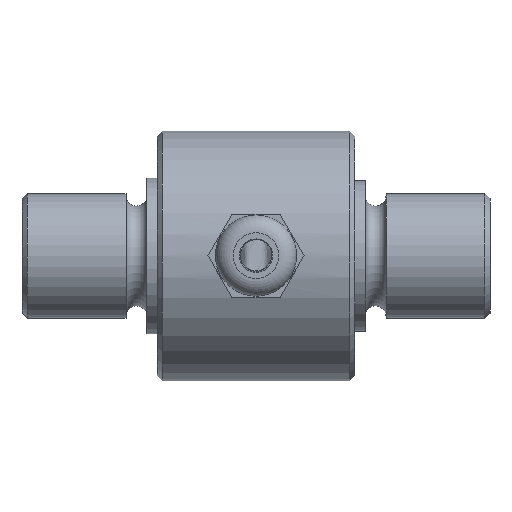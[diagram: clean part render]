
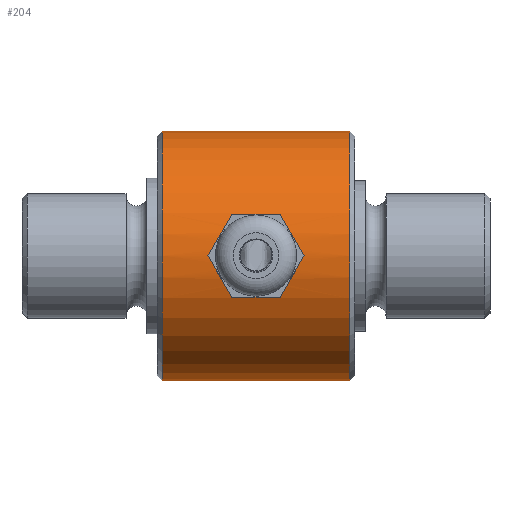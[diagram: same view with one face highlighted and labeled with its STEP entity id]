
A CAD part, top view. The second image highlights one B-rep face of the part: STEP entity #204.
In plain terms, the highlighted cylindrical face has radius 12 mm (diameter 24 mm), a full revolution.
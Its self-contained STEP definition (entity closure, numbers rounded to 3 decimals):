
#204 = ADVANCED_FACE( '', ( #382, #383, #384 ), #385, .T. );
#382 = FACE_OUTER_BOUND( '', #590, .T. );
#383 = FACE_OUTER_BOUND( '', #591, .T. );
#384 = FACE_BOUND( '', #592, .T. );
#385 = CYLINDRICAL_SURFACE( '', #593, 12. );
#590 = EDGE_LOOP( '', ( #834 ) );
#591 = EDGE_LOOP( '', ( #835 ) );
#592 = EDGE_LOOP( '', ( #836 ) );
#593 = AXIS2_PLACEMENT_3D( '', #837, #838, #839 );
#834 = ORIENTED_EDGE( '', *, *, #1134, .T. );
#835 = ORIENTED_EDGE( '', *, *, #1141, .T. );
#836 = ORIENTED_EDGE( '', *, *, #1142, .F. );
#837 = CARTESIAN_POINT( '', ( 9.5, 0., 0. ) );
#838 = DIRECTION( '', ( 1., 0., 0. ) );
#839 = DIRECTION( '', ( 0., 0., 1. ) );
#1134 = EDGE_CURVE( '', #1284, #1284, #1285, .T. );
#1141 = EDGE_CURVE( '', #1294, #1294, #1295, .F. );
#1142 = EDGE_CURVE( '', #1296, #1296, #1297, .F. );
#1284 = VERTEX_POINT( '', #1547 );
#1285 = CIRCLE( '', #1548, 12. );
#1294 = VERTEX_POINT( '', #1559 );
#1295 = CIRCLE( '', #1560, 12. );
#1296 = VERTEX_POINT( '', #1561 );
#1297 = B_SPLINE_CURVE_WITH_KNOTS( '', 3, ( #1562, #1563, #1564, #1565, #1566, #1567, #1568, #1569, #1570, #1571, #1572, #1573, #1574, #1575, #1576, #1577, #1578, #1579, #1580, #1581, #1582, #1583, #1584, #1585, #1586, #1587, #1588, #1589, #1590, #1591, #1592, #1593, #1594, #1595, #1596, #1597, #1598, #1599, #1600, #1601, #1602, #1603, #1604, #1605, #1606, #1607, #1608, #1609, #1610, #1611, #1612, #1613, #1614, #1615, #1616, #1617, #1618, #1619 ), .UNSPECIFIED., .T., .F., ( 2, 2, 2, 2, 2, 2, 2, 2, 2, 2, 2, 2, 2, 2, 2, 2, 2, 2, 2, 2, 2, 2, 2, 2, 2, 2, 2, 2, 2, 2, 2 ), ( 0., 0., 0., 0.001, 0.001, 0.002, 0.003, 0.003, 0.004, 0.004, 0.005, 0.005, 0.006, 0.006, 0.007, 0.007, 0.008, 0.009, 0.009, 0.01, 0.01, 0.011, 0.012, 0.012, 0.013, 0.013, 0.013, 0.014, 0.015, 0.015, 0.016 ), .UNSPECIFIED. );
#1547 = CARTESIAN_POINT( '', ( 9., 0., 12. ) );
#1548 = AXIS2_PLACEMENT_3D( '', #1851, #1852, #1853 );
#1559 = CARTESIAN_POINT( '', ( -9., 0., 12. ) );
#1560 = AXIS2_PLACEMENT_3D( '', #1859, #1860, #1861 );
#1561 = CARTESIAN_POINT( '', ( 2.459, 0., 12. ) );
#1562 = CARTESIAN_POINT( '', ( 2.459, 0.163, 12. ) );
#1563 = CARTESIAN_POINT( '', ( 2.459, -0.163, 12. ) );
#1564 = CARTESIAN_POINT( '', ( 2.442, -0.323, 11.997 ) );
#1565 = CARTESIAN_POINT( '', ( 2.38, -0.638, 11.984 ) );
#1566 = CARTESIAN_POINT( '', ( 2.332, -0.794, 11.975 ) );
#1567 = CARTESIAN_POINT( '', ( 2.209, -1.092, 11.951 ) );
#1568 = CARTESIAN_POINT( '', ( 2.133, -1.233, 11.937 ) );
#1569 = CARTESIAN_POINT( '', ( 1.955, -1.5, 11.907 ) );
#1570 = CARTESIAN_POINT( '', ( 1.851, -1.626, 11.89 ) );
#1571 = CARTESIAN_POINT( '', ( 1.512, -1.965, 11.84 ) );
#1572 = CARTESIAN_POINT( '', ( 1.238, -2.148, 11.807 ) );
#1573 = CARTESIAN_POINT( '', ( 0.795, -2.332, 11.771 ) );
#1574 = CARTESIAN_POINT( '', ( 0.64, -2.379, 11.762 ) );
#1575 = CARTESIAN_POINT( '', ( 0.322, -2.443, 11.749 ) );
#1576 = CARTESIAN_POINT( '', ( 0.162, -2.458, 11.745 ) );
#1577 = CARTESIAN_POINT( '', ( -0.159, -2.459, 11.745 ) );
#1578 = CARTESIAN_POINT( '', ( -0.323, -2.443, 11.749 ) );
#1579 = CARTESIAN_POINT( '', ( -0.638, -2.38, 11.762 ) );
#1580 = CARTESIAN_POINT( '', ( -0.792, -2.333, 11.771 ) );
#1581 = CARTESIAN_POINT( '', ( -1.09, -2.21, 11.795 ) );
#1582 = CARTESIAN_POINT( '', ( -1.233, -2.133, 11.809 ) );
#1583 = CARTESIAN_POINT( '', ( -1.499, -1.955, 11.84 ) );
#1584 = CARTESIAN_POINT( '', ( -1.624, -1.853, 11.857 ) );
#1585 = CARTESIAN_POINT( '', ( -1.852, -1.625, 11.89 ) );
#1586 = CARTESIAN_POINT( '', ( -1.954, -1.501, 11.907 ) );
#1587 = CARTESIAN_POINT( '', ( -2.132, -1.235, 11.937 ) );
#1588 = CARTESIAN_POINT( '', ( -2.209, -1.091, 11.951 ) );
#1589 = CARTESIAN_POINT( '', ( -2.332, -0.794, 11.975 ) );
#1590 = CARTESIAN_POINT( '', ( -2.379, -0.641, 11.984 ) );
#1591 = CARTESIAN_POINT( '', ( -2.442, -0.325, 11.997 ) );
#1592 = CARTESIAN_POINT( '', ( -2.458, -0.162, 12. ) );
#1593 = CARTESIAN_POINT( '', ( -2.459, 0.32, 12. ) );
#1594 = CARTESIAN_POINT( '', ( -2.394, 0.645, 11.986 ) );
#1595 = CARTESIAN_POINT( '', ( -2.21, 1.089, 11.951 ) );
#1596 = CARTESIAN_POINT( '', ( -2.133, 1.232, 11.937 ) );
#1597 = CARTESIAN_POINT( '', ( -1.955, 1.5, 11.907 ) );
#1598 = CARTESIAN_POINT( '', ( -1.853, 1.624, 11.89 ) );
#1599 = CARTESIAN_POINT( '', ( -1.627, 1.85, 11.857 ) );
#1600 = CARTESIAN_POINT( '', ( -1.501, 1.954, 11.84 ) );
#1601 = CARTESIAN_POINT( '', ( -1.235, 2.132, 11.809 ) );
#1602 = CARTESIAN_POINT( '', ( -1.094, 2.208, 11.795 ) );
#1603 = CARTESIAN_POINT( '', ( -0.646, 2.394, 11.759 ) );
#1604 = CARTESIAN_POINT( '', ( -0.326, 2.458, 11.746 ) );
#1605 = CARTESIAN_POINT( '', ( 0.161, 2.459, 11.745 ) );
#1606 = CARTESIAN_POINT( '', ( 0.321, 2.443, 11.749 ) );
#1607 = CARTESIAN_POINT( '', ( 0.636, 2.38, 11.762 ) );
#1608 = CARTESIAN_POINT( '', ( 0.793, 2.333, 11.771 ) );
#1609 = CARTESIAN_POINT( '', ( 1.09, 2.21, 11.795 ) );
#1610 = CARTESIAN_POINT( '', ( 1.231, 2.134, 11.809 ) );
#1611 = CARTESIAN_POINT( '', ( 1.498, 1.956, 11.84 ) );
#1612 = CARTESIAN_POINT( '', ( 1.624, 1.853, 11.857 ) );
#1613 = CARTESIAN_POINT( '', ( 1.963, 1.514, 11.906 ) );
#1614 = CARTESIAN_POINT( '', ( 2.147, 1.24, 11.939 ) );
#1615 = CARTESIAN_POINT( '', ( 2.331, 0.797, 11.974 ) );
#1616 = CARTESIAN_POINT( '', ( 2.379, 0.641, 11.984 ) );
#1617 = CARTESIAN_POINT( '', ( 2.442, 0.324, 11.997 ) );
#1618 = CARTESIAN_POINT( '', ( 2.459, 0.163, 12. ) );
#1619 = CARTESIAN_POINT( '', ( 2.459, -0.163, 12. ) );
#1851 = CARTESIAN_POINT( '', ( 9., 0., 0. ) );
#1852 = DIRECTION( '', ( -1., 0., 0. ) );
#1853 = DIRECTION( '', ( 0., 0., 1. ) );
#1859 = CARTESIAN_POINT( '', ( -9., 0., 0. ) );
#1860 = DIRECTION( '', ( -1., 0., 0. ) );
#1861 = DIRECTION( '', ( 0., 0., 1. ) );
